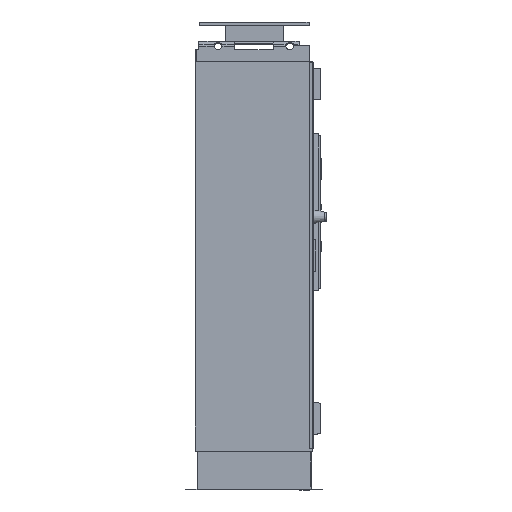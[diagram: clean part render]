
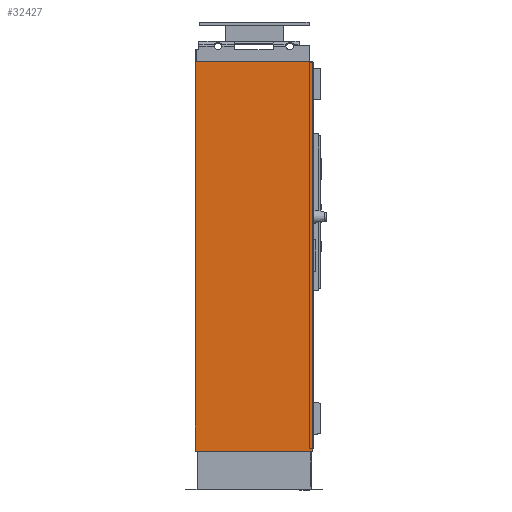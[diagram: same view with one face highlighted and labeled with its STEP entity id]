
A CAD part, left-side view. The second image highlights one B-rep face of the part: STEP entity #32427.
In plain terms, the highlighted planar face has unit normal (-1, 0, 0).
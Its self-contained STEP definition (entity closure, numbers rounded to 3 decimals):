
#32427=ADVANCED_FACE('',(#41045),#36842,.T.);
#36842=PLANE('',#124761);
#41045=FACE_OUTER_BOUND('',#46467,.T.);
#46467=EDGE_LOOP('',(#59977,#59978,#59979,#59980));
#59977=ORIENTED_EDGE('',*,*,#90109,.F.);
#59978=ORIENTED_EDGE('',*,*,#90904,.T.);
#59979=ORIENTED_EDGE('',*,*,#90905,.F.);
#59980=ORIENTED_EDGE('',*,*,#90906,.F.);
#79858=VERTEX_POINT('',#165496);
#79860=VERTEX_POINT('',#165500);
#80427=VERTEX_POINT('',#167409);
#80428=VERTEX_POINT('',#167413);
#90109=EDGE_CURVE('',#79860,#79858,#102382,.T.);
#90904=EDGE_CURVE('',#79860,#80427,#103059,.T.);
#90905=EDGE_CURVE('',#80428,#80427,#103060,.T.);
#90906=EDGE_CURVE('',#79858,#80428,#103061,.T.);
#102382=LINE('',#165501,#113808);
#103059=LINE('',#167410,#114485);
#103060=LINE('',#167412,#114486);
#103061=LINE('',#167414,#114487);
#113808=VECTOR('',#136136,1.);
#114485=VECTOR('',#137431,1.);
#114486=VECTOR('',#137434,1.);
#114487=VECTOR('',#137435,1.);
#124761=AXIS2_PLACEMENT_3D('',#167415,#137436,#137437);
#136136=DIRECTION('',(0.,-1.,0.));
#137431=DIRECTION('',(0.,0.,-1.));
#137434=DIRECTION('',(0.,1.,0.));
#137435=DIRECTION('',(0.,0.,-1.));
#137436=DIRECTION('',(-1.,0.,0.));
#137437=DIRECTION('',(0.,0.,1.));
#165496=CARTESIAN_POINT('',(-1750.,0.,1899.5));
#165500=CARTESIAN_POINT('',(-1750.,600.,1899.5));
#165501=CARTESIAN_POINT('',(-1750.,600.,1899.5));
#167409=CARTESIAN_POINT('',(-1750.,600.,-100.));
#167410=CARTESIAN_POINT('',(-1750.,600.,1932.5));
#167412=CARTESIAN_POINT('',(-1750.,600.,-100.));
#167413=CARTESIAN_POINT('',(-1750.,0.,-100.));
#167414=CARTESIAN_POINT('',(-1750.,0.,0.));
#167415=CARTESIAN_POINT('',(-1750.,300.,1932.5));
